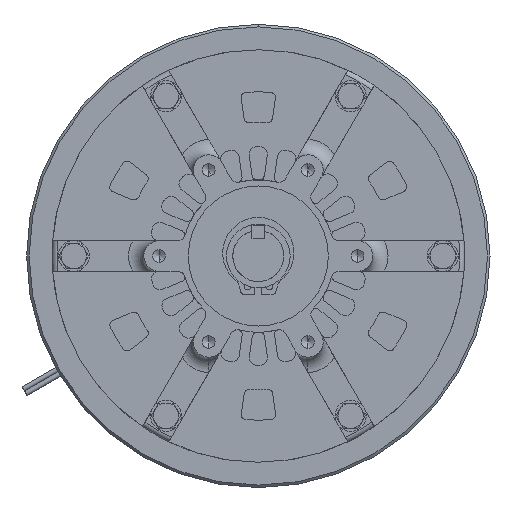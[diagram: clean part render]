
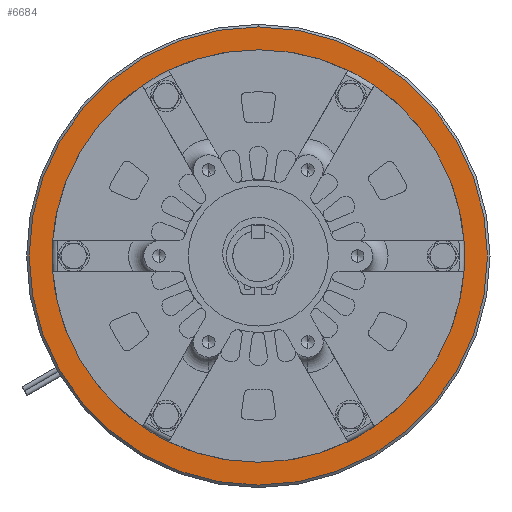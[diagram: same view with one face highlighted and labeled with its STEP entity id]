
A CAD part, left-side view. The second image highlights one B-rep face of the part: STEP entity #6684.
In plain terms, the highlighted planar face has unit normal (-1, 0, 0).
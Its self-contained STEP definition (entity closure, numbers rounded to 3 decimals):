
#249 = CIRCLE ( 'NONE', #19486, 90. ) ;
#422 = CARTESIAN_POINT ( 'NONE',  ( -25.25, 0., 0. ) ) ;
#1308 = FACE_BOUND ( 'NONE', #21441, .T. ) ;
#2997 = DIRECTION ( 'NONE',  ( -1., 0., 0. ) ) ;
#3109 = EDGE_CURVE ( 'NONE', #3866, #20756, #30580, .T. ) ;
#3866 = VERTEX_POINT ( 'NONE', #19969 ) ;
#5165 = DIRECTION ( 'NONE',  ( 0., 0., 1. ) ) ;
#5185 = AXIS2_PLACEMENT_3D ( 'NONE', #14485, #14169, #28495 ) ;
#6243 = ORIENTED_EDGE ( 'NONE', *, *, #8872, .F. ) ;
#6684 = ADVANCED_FACE ( 'NONE', ( #1308, #28952 ), #16736, .T. ) ;
#6834 = AXIS2_PLACEMENT_3D ( 'NONE', #7038, #23212, #30422 ) ;
#7038 = CARTESIAN_POINT ( 'NONE',  ( -25.25, 0., 0. ) ) ;
#7968 = CARTESIAN_POINT ( 'NONE',  ( -25.25, 0., 81. ) ) ;
#8872 = EDGE_CURVE ( 'NONE', #20756, #3866, #11032, .T. ) ;
#9170 = CARTESIAN_POINT ( 'NONE',  ( -25.25, 0., -90. ) ) ;
#9936 = ORIENTED_EDGE ( 'NONE', *, *, #27305, .T. ) ;
#11032 = CIRCLE ( 'NONE', #20203, 81. ) ;
#12892 = DIRECTION ( 'NONE',  ( -1., 0., 0. ) ) ;
#13634 = CIRCLE ( 'NONE', #21191, 90. ) ;
#14140 = EDGE_CURVE ( 'NONE', #17022, #28421, #13634, .T. ) ;
#14169 = DIRECTION ( 'NONE',  ( -1., 0., 0. ) ) ;
#14485 = CARTESIAN_POINT ( 'NONE',  ( -25.25, 0., 0. ) ) ;
#15850 = EDGE_LOOP ( 'NONE', ( #9936, #29583 ) ) ;
#16736 = PLANE ( 'NONE',  #5185 ) ;
#17022 = VERTEX_POINT ( 'NONE', #9170 ) ;
#17303 = DIRECTION ( 'NONE',  ( 0., 0., 1. ) ) ;
#17855 = DIRECTION ( 'NONE',  ( 0., 0., 1. ) ) ;
#17956 = DIRECTION ( 'NONE',  ( -1., 0., 0. ) ) ;
#18126 = ORIENTED_EDGE ( 'NONE', *, *, #3109, .F. ) ;
#19486 = AXIS2_PLACEMENT_3D ( 'NONE', #27006, #12892, #17303 ) ;
#19969 = CARTESIAN_POINT ( 'NONE',  ( -25.25, 0., -81. ) ) ;
#20203 = AXIS2_PLACEMENT_3D ( 'NONE', #422, #2997, #5165 ) ;
#20756 = VERTEX_POINT ( 'NONE', #7968 ) ;
#21191 = AXIS2_PLACEMENT_3D ( 'NONE', #24985, #17956, #17855 ) ;
#21441 = EDGE_LOOP ( 'NONE', ( #6243, #18126 ) ) ;
#23212 = DIRECTION ( 'NONE',  ( -1., 0., 0. ) ) ;
#24985 = CARTESIAN_POINT ( 'NONE',  ( -25.25, 0., 0. ) ) ;
#27006 = CARTESIAN_POINT ( 'NONE',  ( -25.25, 0., 0. ) ) ;
#27305 = EDGE_CURVE ( 'NONE', #28421, #17022, #249, .T. ) ;
#27596 = CARTESIAN_POINT ( 'NONE',  ( -25.25, 0., 90. ) ) ;
#28421 = VERTEX_POINT ( 'NONE', #27596 ) ;
#28495 = DIRECTION ( 'NONE',  ( 0., 0., -1. ) ) ;
#28952 = FACE_OUTER_BOUND ( 'NONE', #15850, .T. ) ;
#29583 = ORIENTED_EDGE ( 'NONE', *, *, #14140, .T. ) ;
#30422 = DIRECTION ( 'NONE',  ( 0., 0., 1. ) ) ;
#30580 = CIRCLE ( 'NONE', #6834, 81. ) ;
